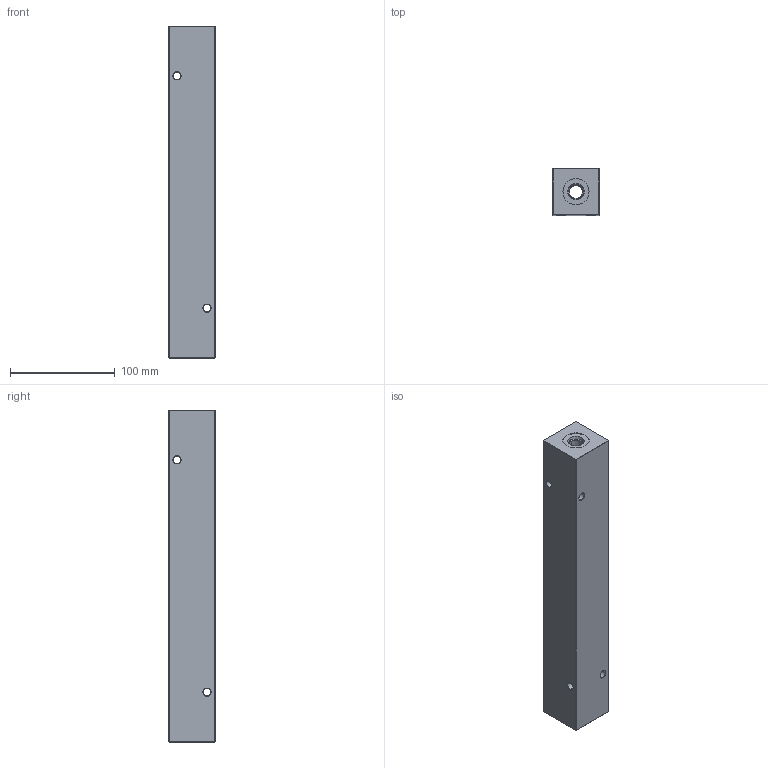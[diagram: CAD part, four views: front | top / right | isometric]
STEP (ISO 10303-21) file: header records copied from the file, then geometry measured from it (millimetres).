
FILE_DESCRIPTION (( 'STEP AP203' ), '1' );
FILE_NAME ('HM-7-90-S-6-4.STEP', '2020-11-09T15:07:18', ( '' ), ( '' ), 'SwSTEP 2.0', 'SolidWorks 2019', '' );
FILE_SCHEMA (( 'CONFIG_CONTROL_DESIGN' ));
Length unit declared in the file: inch
Products named in the file (1): HM-7-90-S-6-4
Bounding box: 44.45 x 44.45 x 317.5 mm (x, y, z)
Volume: 557943.6 mm3; surface area: 81594.5 mm2
Topology: 1 solids, 1 shells, 661 faces, 1653 edges, 1044 vertices
Faces by surface type: plane 253, bspline 186, cone 112, cylinder 110
Entity records: 29308 total; most frequent: CARTESIAN_POINT 14621, ORIENTED_EDGE 3306, DIRECTION 2437, EDGE_CURVE 1653, VERTEX_POINT 1044, VECTOR 961, LINE 961, EDGE_LOOP 753
